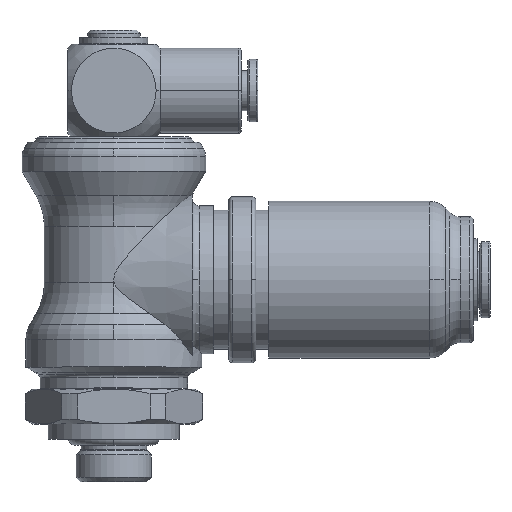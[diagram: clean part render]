
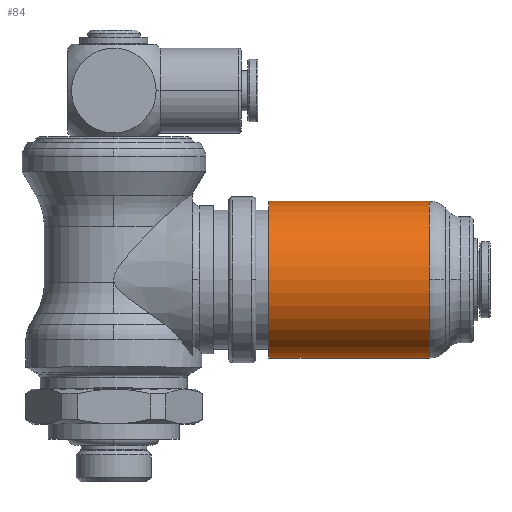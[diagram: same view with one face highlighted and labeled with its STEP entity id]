
A CAD part, top view. The second image highlights one B-rep face of the part: STEP entity #84.
In plain terms, the highlighted cylindrical face has radius 10.15 mm (diameter 20.3 mm), a partial arc.
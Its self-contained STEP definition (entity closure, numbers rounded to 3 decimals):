
#84=ADVANCED_FACE('',(#301),#302,.T.);
#301=FACE_OUTER_BOUND('',#682,.T.);
#302=CYLINDRICAL_SURFACE('',#683,10.15);
#682=EDGE_LOOP('',(#1292,#1293,#1294,#1295,#1296));
#683=AXIS2_PLACEMENT_3D('',#1297,#1298,#1299);
#1292=ORIENTED_EDGE('',*,*,#2571,.F.);
#1293=ORIENTED_EDGE('',*,*,#2572,.T.);
#1294=ORIENTED_EDGE('',*,*,#2573,.F.);
#1295=ORIENTED_EDGE('',*,*,#2574,.F.);
#1296=ORIENTED_EDGE('',*,*,#2568,.F.);
#1297=CARTESIAN_POINT('',(30.499,26.2,0.0));
#1298=DIRECTION('',(1.0,0.0,0.0));
#1299=DIRECTION('',(0.0,1.0,0.0));
#2568=EDGE_CURVE('',#3146,#3148,#3149,.T.);
#2571=EDGE_CURVE('',#3152,#3146,#3153,.T.);
#2572=EDGE_CURVE('',#3152,#3154,#3155,.T.);
#2573=EDGE_CURVE('',#3156,#3154,#3157,.T.);
#2574=EDGE_CURVE('',#3148,#3156,#3158,.T.);
#3146=VERTEX_POINT('',#4078);
#3148=VERTEX_POINT('',#4080);
#3149=CIRCLE('',#4081,10.15);
#3152=VERTEX_POINT('',#4084);
#3153=LINE('',#4085,#4086);
#3154=VERTEX_POINT('',#4087);
#3155=CIRCLE('',#4088,10.15);
#3156=VERTEX_POINT('',#4089);
#3157=LINE('',#4090,#4091);
#3158=CIRCLE('',#4092,10.15);
#4078=CARTESIAN_POINT('',(40.899,36.35,0.0));
#4080=CARTESIAN_POINT('',(40.899,26.2,10.15));
#4081=AXIS2_PLACEMENT_3D('',#5393,#5394,#5395);
#4084=CARTESIAN_POINT('',(20.1,36.35,0.0));
#4085=CARTESIAN_POINT('',(30.499,36.35,0.));
#4086=VECTOR('',#5402,1.0);
#4087=CARTESIAN_POINT('',(20.1,16.05,0.));
#4088=AXIS2_PLACEMENT_3D('',#5403,#5404,#5405);
#4089=CARTESIAN_POINT('',(40.899,16.05,0.));
#4090=CARTESIAN_POINT('',(30.499,16.05,0.));
#4091=VECTOR('',#5406,1.0);
#4092=AXIS2_PLACEMENT_3D('',#5407,#5408,#5409);
#5393=CARTESIAN_POINT('',(40.899,26.2,0.0));
#5394=DIRECTION('',(1.0,0.0,0.0));
#5395=DIRECTION('',(0.0,1.0,0.0));
#5402=DIRECTION('',(1.0,0.0,0.0));
#5403=CARTESIAN_POINT('',(20.1,26.2,0.0));
#5404=DIRECTION('',(1.0,0.0,0.0));
#5405=DIRECTION('',(0.0,1.0,0.0));
#5406=DIRECTION('',(-1.0,-0.0,-0.0));
#5407=CARTESIAN_POINT('',(40.899,26.2,0.0));
#5408=DIRECTION('',(1.0,0.0,0.0));
#5409=DIRECTION('',(0.0,1.0,0.0));
